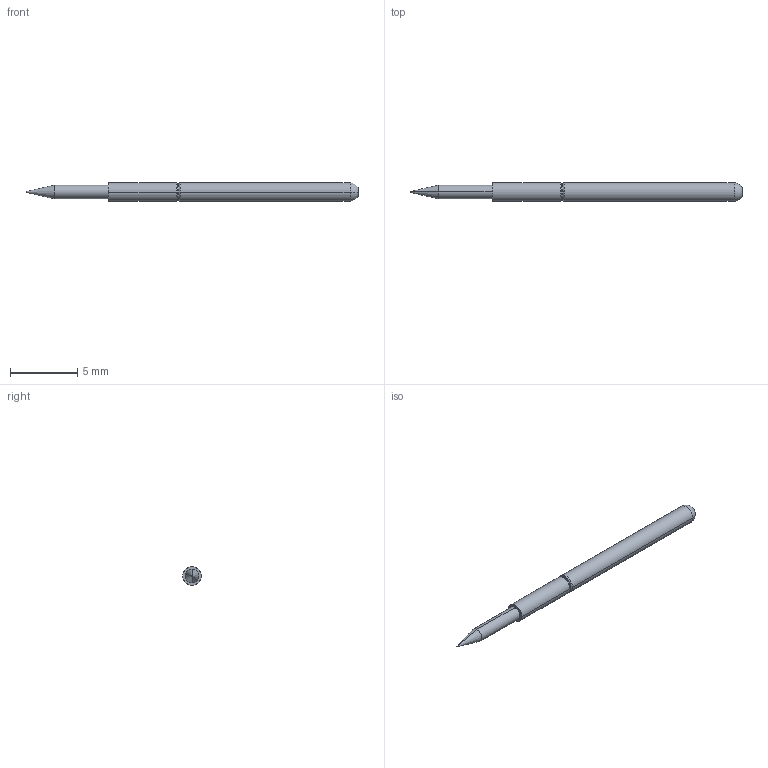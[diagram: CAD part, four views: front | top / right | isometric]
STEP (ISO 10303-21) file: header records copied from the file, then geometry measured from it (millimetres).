
FILE_DESCRIPTION (( 'STEP AP214' ), '1' );
FILE_NAME ('100-PL_1641_.STEP', '2016-05-10T14:50:28', ( 'spare' ), ( '' ), 'SwSTEP 2.0', 'SolidWorks 2016', '' );
FILE_SCHEMA (( 'AUTOMOTIVE_DESIGN' ));
Length unit declared in the file: inch
Products named in the file (1): 100-PL_1641_
Bounding box: 24.64 x 1.38 x 1.38 mm (x, y, z)
Volume: 30.8 mm3; surface area: 97.4 mm2
Topology: 1 solids, 1 shells, 28 faces, 64 edges, 38 vertices
Faces by surface type: cylinder 8, torus 8, cone 6, plane 4, sphere 2
Entity records: 1178 total; most frequent: DIRECTION 164, CARTESIAN_POINT 125, ORIENTED_EDGE 120, AXIS2_PLACEMENT_3D 75, EDGE_CURVE 60, CIRCLE 46, VERTEX_POINT 36, DIMENSIONAL_EXPONENTS 31
